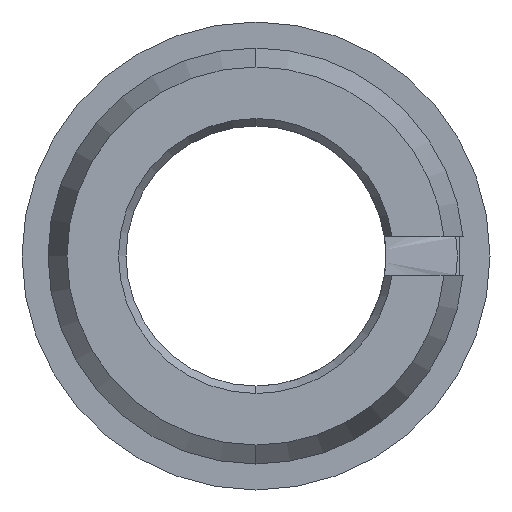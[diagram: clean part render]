
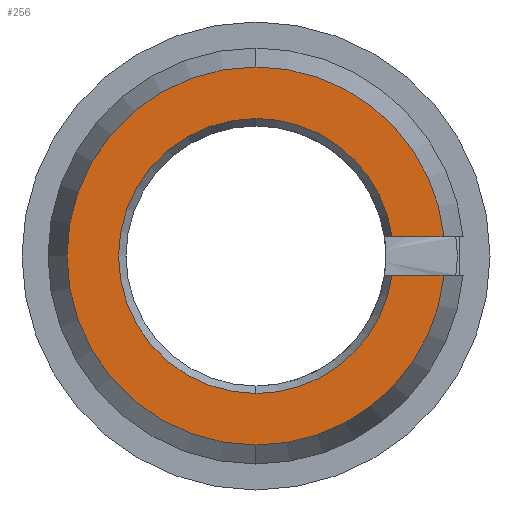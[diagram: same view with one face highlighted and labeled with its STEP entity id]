
A CAD part, left-side view. The second image highlights one B-rep face of the part: STEP entity #256.
In plain terms, the highlighted planar face has unit normal (-1, 0, 0).
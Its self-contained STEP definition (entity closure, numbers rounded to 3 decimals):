
#10 = EDGE_CURVE ( 'NONE', #178, #154, #189, .T. ) ;
#11 = EDGE_CURVE ( 'NONE', #153, #168, #190, .T. ) ;
#12 = EDGE_CURVE ( 'NONE', #161, #156, #192, .T. ) ;
#13 = EDGE_CURVE ( 'NONE', #153, #178, #193, .T. ) ;
#18 = ORIENTED_EDGE ( 'NONE', *, *, #218, .F. ) ;
#21 = ORIENTED_EDGE ( 'NONE', *, *, #13, .F. ) ;
#25 = ORIENTED_EDGE ( 'NONE', *, *, #12, .T. ) ;
#30 = ORIENTED_EDGE ( 'NONE', *, *, #644, .T. ) ;
#31 = ORIENTED_EDGE ( 'NONE', *, *, #10, .F. ) ;
#33 = ORIENTED_EDGE ( 'NONE', *, *, #214, .F. ) ;
#35 = ORIENTED_EDGE ( 'NONE', *, *, #11, .T. ) ;
#36 = ORIENTED_EDGE ( 'NONE', *, *, #209, .T. ) ;
#145 = VERTEX_POINT ( 'NONE', #704 ) ;
#153 = VERTEX_POINT ( 'NONE', #698 ) ;
#154 = VERTEX_POINT ( 'NONE', #697 ) ;
#156 = VERTEX_POINT ( 'NONE', #694 ) ;
#157 = VERTEX_POINT ( 'NONE', #693 ) ;
#161 = VERTEX_POINT ( 'NONE', #519 ) ;
#168 = VERTEX_POINT ( 'NONE', #520 ) ;
#178 = VERTEX_POINT ( 'NONE', #507 ) ;
#189 = CIRCLE ( 'NONE', #468, 5.289 ) ;
#190 = CIRCLE ( 'NONE', #467, 7.272 ) ;
#192 = LINE ( 'NONE', #669, #194 ) ;
#193 = LINE ( 'NONE', #663, #196 ) ;
#194 = VECTOR ( 'NONE', #678, 1000. ) ;
#196 = VECTOR ( 'NONE', #715, 1000. ) ;
#209 = EDGE_CURVE ( 'NONE', #145, #161, #324, .T. ) ;
#214 = EDGE_CURVE ( 'NONE', #157, #156, #321, .T. ) ;
#218 = EDGE_CURVE ( 'NONE', #154, #157, #322, .T. ) ;
#227 = EDGE_LOOP ( 'NONE', ( #35, #30, #36, #25, #33, #18, #31, #21 ) ) ;
#256 = ADVANCED_FACE ( 'NONE', ( #377 ), #266, .F. ) ;
#264 = DIRECTION ( 'NONE',  ( 0., 0., -1. ) ) ;
#266 = PLANE ( 'NONE',  #457 ) ;
#273 = CARTESIAN_POINT ( 'NONE',  ( -37., 7.272, 0. ) ) ;
#313 = DIRECTION ( 'NONE',  ( 1., 0., 0. ) ) ;
#321 = CIRCLE ( 'NONE', #725, 5.289 ) ;
#322 = CIRCLE ( 'NONE', #723, 5.289 ) ;
#324 = CIRCLE ( 'NONE', #718, 7.272 ) ;
#377 = FACE_OUTER_BOUND ( 'NONE', #227, .T. ) ;
#417 = CIRCLE ( 'NONE', #538, 7.272 ) ;
#457 = AXIS2_PLACEMENT_3D ( 'NONE', #273, #313, #264 ) ;
#467 = AXIS2_PLACEMENT_3D ( 'NONE', #668, #667, #666 ) ;
#468 = AXIS2_PLACEMENT_3D ( 'NONE', #673, #672, #671 ) ;
#492 = DIRECTION ( 'NONE',  ( 0., 0., 1. ) ) ;
#499 = CARTESIAN_POINT ( 'NONE',  ( -37., 0., 0. ) ) ;
#500 = DIRECTION ( 'NONE',  ( -1., 0., 0. ) ) ;
#507 = CARTESIAN_POINT ( 'NONE',  ( -37., -5.235, 0.75 ) ) ;
#519 = CARTESIAN_POINT ( 'NONE',  ( -37., -7.233, -0.75 ) ) ;
#520 = CARTESIAN_POINT ( 'NONE',  ( -37., 0., 7.272 ) ) ;
#538 = AXIS2_PLACEMENT_3D ( 'NONE', #593, #592, #591 ) ;
#591 = DIRECTION ( 'NONE',  ( 0., 0., 1. ) ) ;
#592 = DIRECTION ( 'NONE',  ( -1., 0., 0. ) ) ;
#593 = CARTESIAN_POINT ( 'NONE',  ( -37., 0., 0. ) ) ;
#620 = DIRECTION ( 'NONE',  ( 0., 0., 1. ) ) ;
#621 = CARTESIAN_POINT ( 'NONE',  ( -37., 0., 0. ) ) ;
#622 = DIRECTION ( 'NONE',  ( -1., 0., 0. ) ) ;
#644 = EDGE_CURVE ( 'NONE', #168, #145, #417, .T. ) ;
#663 = CARTESIAN_POINT ( 'NONE',  ( -37., 7.272, 0.75 ) ) ;
#666 = DIRECTION ( 'NONE',  ( 0., 0., 1. ) ) ;
#667 = DIRECTION ( 'NONE',  ( -1., 0., 0. ) ) ;
#668 = CARTESIAN_POINT ( 'NONE',  ( -37., 0., 0. ) ) ;
#669 = CARTESIAN_POINT ( 'NONE',  ( -37., 7.272, -0.75 ) ) ;
#671 = DIRECTION ( 'NONE',  ( 0., 0., 1. ) ) ;
#672 = DIRECTION ( 'NONE',  ( -1., 0., 0. ) ) ;
#673 = CARTESIAN_POINT ( 'NONE',  ( -37., 0., 0. ) ) ;
#678 = DIRECTION ( 'NONE',  ( 0., 1., 0. ) ) ;
#693 = CARTESIAN_POINT ( 'NONE',  ( -37., 0., -5.289 ) ) ;
#694 = CARTESIAN_POINT ( 'NONE',  ( -37., -5.235, -0.75 ) ) ;
#697 = CARTESIAN_POINT ( 'NONE',  ( -37., 0., 5.289 ) ) ;
#698 = CARTESIAN_POINT ( 'NONE',  ( -37., -7.233, 0.75 ) ) ;
#704 = CARTESIAN_POINT ( 'NONE',  ( -37., 0., -7.272 ) ) ;
#715 = DIRECTION ( 'NONE',  ( 0., 1., 0. ) ) ;
#718 = AXIS2_PLACEMENT_3D ( 'NONE', #499, #500, #492 ) ;
#723 = AXIS2_PLACEMENT_3D ( 'NONE', #621, #622, #620 ) ;
#725 = AXIS2_PLACEMENT_3D ( 'NONE', #767, #766, #763 ) ;
#763 = DIRECTION ( 'NONE',  ( 0., 0., 1. ) ) ;
#766 = DIRECTION ( 'NONE',  ( -1., 0., 0. ) ) ;
#767 = CARTESIAN_POINT ( 'NONE',  ( -37., 0., 0. ) ) ;
